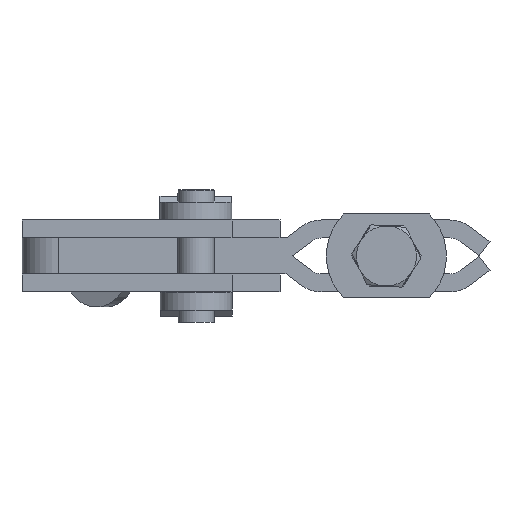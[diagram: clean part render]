
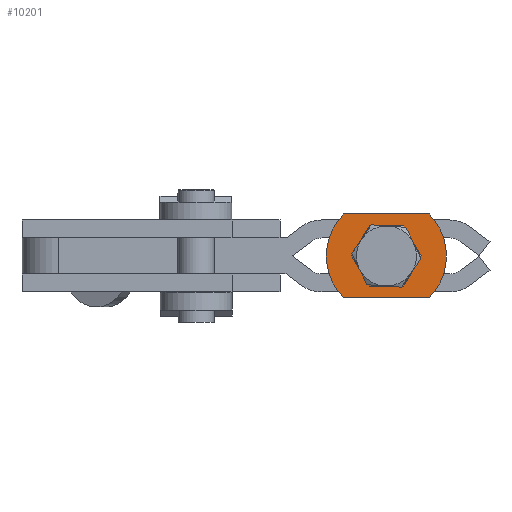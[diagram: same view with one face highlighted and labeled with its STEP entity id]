
A CAD part, front view. The second image highlights one B-rep face of the part: STEP entity #10201.
In plain terms, the highlighted planar face has unit normal (0, -1, 0).
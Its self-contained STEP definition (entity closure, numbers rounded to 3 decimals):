
#8943=CARTESIAN_POINT('',(-1378.671,122.49,0.));
#8944=VERTEX_POINT('',#8943);
#8953=CARTESIAN_POINT('',(-1375.812,122.49,7.));
#8954=VERTEX_POINT('',#8953);
#8955=CARTESIAN_POINT('',(-1368.671,122.49,0.));
#8956=DIRECTION('',(0.0,1.0,0.0));
#8957=DIRECTION('',(-1.0,0.0,0.0));
#8958=AXIS2_PLACEMENT_3D('',#8955,#8956,#8957);
#8959=CIRCLE('',#8958,10.);
#8960=EDGE_CURVE('',#8944,#8954,#8959,.T.);
#9027=CARTESIAN_POINT('',(-1358.671,122.49,0.));
#9028=VERTEX_POINT('',#9027);
#9037=CARTESIAN_POINT('',(-1361.529,122.49,-7.));
#9038=VERTEX_POINT('',#9037);
#9039=CARTESIAN_POINT('',(-1368.671,122.49,0.));
#9040=DIRECTION('',(0.0,1.0,0.0));
#9041=DIRECTION('',(1.0,0.0,0.0));
#9042=AXIS2_PLACEMENT_3D('',#9039,#9040,#9041);
#9043=CIRCLE('',#9042,10.);
#9044=EDGE_CURVE('',#9028,#9038,#9043,.T.);
#9162=CARTESIAN_POINT('',(-1372.525,122.49,-2.225));
#9163=VERTEX_POINT('',#9162);
#9172=CARTESIAN_POINT('',(-1364.817,122.49,2.225));
#9173=VERTEX_POINT('',#9172);
#9174=CARTESIAN_POINT('',(-1368.671,122.49,0.));
#9175=DIRECTION('',(0.,1.0,0.));
#9176=DIRECTION('',(-0.866,0.,-0.5));
#9177=AXIS2_PLACEMENT_3D('',#9174,#9175,#9176);
#9178=CIRCLE('',#9177,4.45);
#9179=EDGE_CURVE('',#9173,#9163,#9178,.T.);
#9741=CARTESIAN_POINT('',(-1368.671,122.49,0.));
#9742=DIRECTION('',(0.,1.0,0.));
#9743=DIRECTION('',(-0.866,0.,-0.5));
#9744=AXIS2_PLACEMENT_3D('',#9741,#9742,#9743);
#9745=CIRCLE('',#9744,4.45);
#9746=EDGE_CURVE('',#9163,#9173,#9745,.T.);
#9907=CARTESIAN_POINT('',(-1361.529,122.49,7.));
#9908=VERTEX_POINT('',#9907);
#9915=CARTESIAN_POINT('',(-1368.671,122.49,0.));
#9916=DIRECTION('',(0.0,1.0,0.0));
#9917=DIRECTION('',(1.0,0.0,0.0));
#9918=AXIS2_PLACEMENT_3D('',#9915,#9916,#9917);
#9919=CIRCLE('',#9918,10.);
#9920=EDGE_CURVE('',#9908,#9028,#9919,.T.);
#9944=CARTESIAN_POINT('',(-1375.812,122.49,-7.));
#9945=VERTEX_POINT('',#9944);
#9952=CARTESIAN_POINT('',(-1368.671,122.49,0.));
#9953=DIRECTION('',(0.0,1.0,0.0));
#9954=DIRECTION('',(-1.0,0.0,0.0));
#9955=AXIS2_PLACEMENT_3D('',#9952,#9953,#9954);
#9956=CIRCLE('',#9955,10.);
#9957=EDGE_CURVE('',#9945,#8944,#9956,.T.);
#10068=CARTESIAN_POINT('',(-1375.812,122.49,-7.));
#10069=DIRECTION('',(1.0,0.0,0.0));
#10070=VECTOR('',#10069,14.283);
#10071=LINE('',#10068,#10070);
#10072=EDGE_CURVE('',#9945,#9038,#10071,.T.);
#10132=CARTESIAN_POINT('',(-1361.529,122.49,7.));
#10133=DIRECTION('',(-1.0,0.0,0.0));
#10134=VECTOR('',#10133,14.283);
#10135=LINE('',#10132,#10134);
#10136=EDGE_CURVE('',#9908,#8954,#10135,.T.);
#10184=CARTESIAN_POINT('',(-1362.671,122.49,6.));
#10185=DIRECTION('',(0.0,-1.0,0.0));
#10186=DIRECTION('',(0.0,0.0,1.0));
#10187=AXIS2_PLACEMENT_3D('',#10184,#10185,#10186);
#10188=PLANE('',#10187);
#10189=ORIENTED_EDGE('',*,*,#10136,.T.);
#10190=ORIENTED_EDGE('',*,*,#8960,.F.);
#10191=ORIENTED_EDGE('',*,*,#9957,.F.);
#10192=ORIENTED_EDGE('',*,*,#10072,.T.);
#10193=ORIENTED_EDGE('',*,*,#9044,.F.);
#10194=ORIENTED_EDGE('',*,*,#9920,.F.);
#10195=EDGE_LOOP('',(#10189,#10190,#10191,#10192,#10193,#10194));
#10196=FACE_OUTER_BOUND('',#10195,.T.);
#10197=ORIENTED_EDGE('',*,*,#9746,.T.);
#10198=ORIENTED_EDGE('',*,*,#9179,.T.);
#10199=EDGE_LOOP('',(#10197,#10198));
#10200=FACE_BOUND('',#10199,.T.);
#10201=ADVANCED_FACE('',(#10196,#10200),#10188,.T.);
